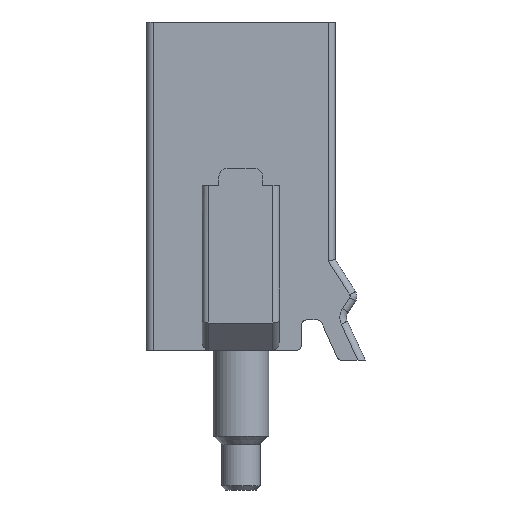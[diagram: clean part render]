
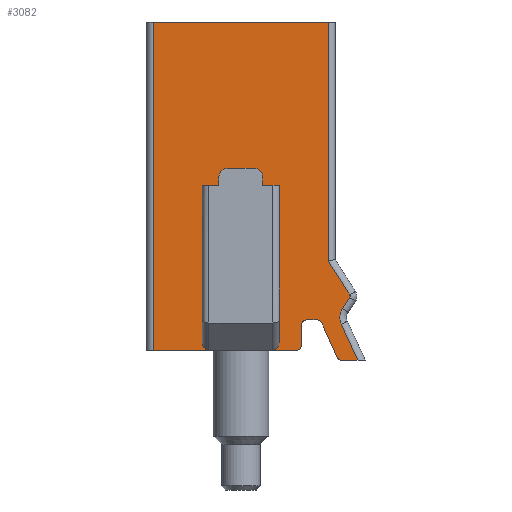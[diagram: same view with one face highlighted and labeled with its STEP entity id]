
A CAD part, left-side view. The second image highlights one B-rep face of the part: STEP entity #3082.
In plain terms, the highlighted planar face has unit normal (-1, 0, 0).
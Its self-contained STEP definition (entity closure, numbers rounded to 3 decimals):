
#51=ELLIPSE('',#3320,0.283,0.2);
#52=ELLIPSE('',#3323,0.283,0.2);
#85=PLANE('',#3317);
#260=FACE_OUTER_BOUND('',#448,.T.);
#448=EDGE_LOOP('',(#2253,#2254,#2255,#2256,#2257,#2258,#2259,#2260,#2261,
#2262,#2263,#2264,#2265,#2266,#2267,#2268,#2269,#2270,#2271,#2272,#2273,
#2274,#2275,#2276,#2277,#2278,#2279,#2280,#2281));
#635=LINE('',#4657,#947);
#665=LINE('',#4745,#977);
#667=LINE('',#4751,#979);
#675=LINE('',#4775,#987);
#678=LINE('',#4786,#990);
#680=LINE('',#4790,#992);
#682=LINE('',#4796,#994);
#683=LINE('',#4800,#995);
#684=LINE('',#4804,#996);
#685=LINE('',#4806,#997);
#686=LINE('',#4808,#998);
#687=LINE('',#4809,#999);
#688=LINE('',#4813,#1000);
#689=LINE('',#4815,#1001);
#690=LINE('',#4817,#1002);
#691=LINE('',#4821,#1003);
#692=LINE('',#4825,#1004);
#693=LINE('',#4827,#1005);
#694=LINE('',#4829,#1006);
#947=VECTOR('',#3656,10.);
#977=VECTOR('',#3728,10.);
#979=VECTOR('',#3736,10.);
#987=VECTOR('',#3762,10.);
#990=VECTOR('',#3773,10.);
#992=VECTOR('',#3775,10.);
#994=VECTOR('',#3781,10.);
#995=VECTOR('',#3784,10.);
#996=VECTOR('',#3787,10.);
#997=VECTOR('',#3788,10.);
#998=VECTOR('',#3789,10.);
#999=VECTOR('',#3790,10.);
#1000=VECTOR('',#3793,10.);
#1001=VECTOR('',#3794,10.);
#1002=VECTOR('',#3795,10.);
#1003=VECTOR('',#3798,10.);
#1004=VECTOR('',#3801,10.);
#1005=VECTOR('',#3802,10.);
#1006=VECTOR('',#3803,10.);
#1244=CIRCLE('',#3271,0.15);
#1260=CIRCLE('',#3296,0.15);
#1261=CIRCLE('',#3298,0.15);
#1262=CIRCLE('',#3301,0.15);
#1266=CIRCLE('',#3318,0.47);
#1267=CIRCLE('',#3319,0.07);
#1268=CIRCLE('',#3321,0.25);
#1269=CIRCLE('',#3322,0.25);
#1370=VERTEX_POINT('',#4610);
#1371=VERTEX_POINT('',#4612);
#1391=VERTEX_POINT('',#4656);
#1425=VERTEX_POINT('',#4733);
#1426=VERTEX_POINT('',#4737);
#1427=VERTEX_POINT('',#4738);
#1428=VERTEX_POINT('',#4743);
#1429=VERTEX_POINT('',#4747);
#1436=VERTEX_POINT('',#4773);
#1440=VERTEX_POINT('',#4785);
#1441=VERTEX_POINT('',#4787);
#1442=VERTEX_POINT('',#4789);
#1444=VERTEX_POINT('',#4795);
#1445=VERTEX_POINT('',#4797);
#1446=VERTEX_POINT('',#4799);
#1447=VERTEX_POINT('',#4801);
#1448=VERTEX_POINT('',#4803);
#1449=VERTEX_POINT('',#4805);
#1450=VERTEX_POINT('',#4807);
#1451=VERTEX_POINT('',#4810);
#1452=VERTEX_POINT('',#4812);
#1453=VERTEX_POINT('',#4814);
#1454=VERTEX_POINT('',#4816);
#1455=VERTEX_POINT('',#4818);
#1456=VERTEX_POINT('',#4820);
#1457=VERTEX_POINT('',#4822);
#1458=VERTEX_POINT('',#4824);
#1459=VERTEX_POINT('',#4826);
#1460=VERTEX_POINT('',#4828);
#1657=EDGE_CURVE('',#1370,#1371,#1244,.T.);
#1679=EDGE_CURVE('',#1391,#1371,#635,.T.);
#1717=EDGE_CURVE('',#1391,#1425,#1260,.T.);
#1719=EDGE_CURVE('',#1426,#1427,#1261,.T.);
#1723=EDGE_CURVE('',#1426,#1428,#665,.T.);
#1725=EDGE_CURVE('',#1429,#1428,#1262,.T.);
#1726=EDGE_CURVE('',#1429,#1425,#667,.T.);
#1738=EDGE_CURVE('',#1370,#1436,#675,.T.);
#1743=EDGE_CURVE('',#1440,#1427,#678,.T.);
#1745=EDGE_CURVE('',#1442,#1441,#680,.T.);
#1748=EDGE_CURVE('',#1444,#1436,#682,.T.);
#1749=EDGE_CURVE('',#1445,#1444,#1266,.T.);
#1750=EDGE_CURVE('',#1446,#1445,#683,.T.);
#1751=EDGE_CURVE('',#1447,#1446,#1267,.T.);
#1752=EDGE_CURVE('',#1448,#1447,#684,.T.);
#1753=EDGE_CURVE('',#1449,#1448,#685,.T.);
#1754=EDGE_CURVE('',#1450,#1449,#686,.T.);
#1755=EDGE_CURVE('',#1442,#1450,#687,.T.);
#1756=EDGE_CURVE('',#1441,#1451,#51,.T.);
#1757=EDGE_CURVE('',#1451,#1452,#688,.T.);
#1758=EDGE_CURVE('',#1452,#1453,#689,.T.);
#1759=EDGE_CURVE('',#1453,#1454,#690,.T.);
#1760=EDGE_CURVE('',#1455,#1454,#1268,.F.);
#1761=EDGE_CURVE('',#1455,#1456,#691,.T.);
#1762=EDGE_CURVE('',#1457,#1456,#1269,.F.);
#1763=EDGE_CURVE('',#1457,#1458,#692,.T.);
#1764=EDGE_CURVE('',#1458,#1459,#693,.T.);
#1765=EDGE_CURVE('',#1459,#1460,#694,.T.);
#1766=EDGE_CURVE('',#1440,#1460,#52,.F.);
#2253=ORIENTED_EDGE('',*,*,#1657,.F.);
#2254=ORIENTED_EDGE('',*,*,#1738,.T.);
#2255=ORIENTED_EDGE('',*,*,#1748,.F.);
#2256=ORIENTED_EDGE('',*,*,#1749,.F.);
#2257=ORIENTED_EDGE('',*,*,#1750,.F.);
#2258=ORIENTED_EDGE('',*,*,#1751,.F.);
#2259=ORIENTED_EDGE('',*,*,#1752,.F.);
#2260=ORIENTED_EDGE('',*,*,#1753,.F.);
#2261=ORIENTED_EDGE('',*,*,#1754,.F.);
#2262=ORIENTED_EDGE('',*,*,#1755,.F.);
#2263=ORIENTED_EDGE('',*,*,#1745,.T.);
#2264=ORIENTED_EDGE('',*,*,#1756,.T.);
#2265=ORIENTED_EDGE('',*,*,#1757,.T.);
#2266=ORIENTED_EDGE('',*,*,#1758,.T.);
#2267=ORIENTED_EDGE('',*,*,#1759,.T.);
#2268=ORIENTED_EDGE('',*,*,#1760,.F.);
#2269=ORIENTED_EDGE('',*,*,#1761,.T.);
#2270=ORIENTED_EDGE('',*,*,#1762,.F.);
#2271=ORIENTED_EDGE('',*,*,#1763,.T.);
#2272=ORIENTED_EDGE('',*,*,#1764,.T.);
#2273=ORIENTED_EDGE('',*,*,#1765,.T.);
#2274=ORIENTED_EDGE('',*,*,#1766,.F.);
#2275=ORIENTED_EDGE('',*,*,#1743,.T.);
#2276=ORIENTED_EDGE('',*,*,#1719,.F.);
#2277=ORIENTED_EDGE('',*,*,#1723,.T.);
#2278=ORIENTED_EDGE('',*,*,#1725,.F.);
#2279=ORIENTED_EDGE('',*,*,#1726,.T.);
#2280=ORIENTED_EDGE('',*,*,#1717,.F.);
#2281=ORIENTED_EDGE('',*,*,#1679,.T.);
#3082=ADVANCED_FACE('',(#260),#85,.T.);
#3271=AXIS2_PLACEMENT_3D('',#4613,#3624,#3625);
#3296=AXIS2_PLACEMENT_3D('',#4734,#3716,#3717);
#3298=AXIS2_PLACEMENT_3D('',#4739,#3721,#3722);
#3301=AXIS2_PLACEMENT_3D('',#4749,#3732,#3733);
#3317=AXIS2_PLACEMENT_3D('',#4794,#3779,#3780);
#3318=AXIS2_PLACEMENT_3D('',#4798,#3782,#3783);
#3319=AXIS2_PLACEMENT_3D('',#4802,#3785,#3786);
#3320=AXIS2_PLACEMENT_3D('',#4811,#3791,#3792);
#3321=AXIS2_PLACEMENT_3D('',#4819,#3796,#3797);
#3322=AXIS2_PLACEMENT_3D('',#4823,#3799,#3800);
#3323=AXIS2_PLACEMENT_3D('',#4830,#3804,#3805);
#3624=DIRECTION('center_axis',(1.,0.,0.));
#3625=DIRECTION('ref_axis',(0.,0.545,-0.839));
#3656=DIRECTION('',(0.,-0.407,-0.914));
#3716=DIRECTION('center_axis',(-1.,0.,0.));
#3717=DIRECTION('ref_axis',(0.,-0.545,0.839));
#3721=DIRECTION('center_axis',(1.,0.,0.));
#3722=DIRECTION('ref_axis',(0.,-0.707,-0.707));
#3728=DIRECTION('',(0.,0.,1.));
#3732=DIRECTION('center_axis',(-1.,0.,0.));
#3733=DIRECTION('ref_axis',(0.,0.707,0.707));
#3736=DIRECTION('',(0.,-1.,0.));
#3762=DIRECTION('',(0.,-1.,0.));
#3773=DIRECTION('',(0.,-1.,0.));
#3775=DIRECTION('',(0.,-1.,0.));
#3779=DIRECTION('center_axis',(-1.,0.,0.));
#3780=DIRECTION('ref_axis',(0.,-1.,0.));
#3781=DIRECTION('',(0.,-0.419,-0.908));
#3782=DIRECTION('center_axis',(-1.,0.,0.));
#3783=DIRECTION('ref_axis',(0.,0.997,0.078));
#3784=DIRECTION('',(0.,0.555,-0.832));
#3785=DIRECTION('center_axis',(1.,0.,0.));
#3786=DIRECTION('ref_axis',(0.,-1.,-0.011));
#3787=DIRECTION('',(0.,-0.537,-0.844));
#3788=DIRECTION('',(0.,0.,-1.));
#3789=DIRECTION('',(0.,-1.,0.));
#3790=DIRECTION('',(0.,0.,1.));
#3791=DIRECTION('center_axis',(1.,0.,0.));
#3792=DIRECTION('ref_axis',(0.,0.,-1.));
#3793=DIRECTION('',(0.,0.,1.));
#3794=DIRECTION('',(0.,-1.,0.));
#3795=DIRECTION('',(0.,0.,1.));
#3796=DIRECTION('center_axis',(1.,0.,0.));
#3797=DIRECTION('ref_axis',(0.,0.707,0.707));
#3798=DIRECTION('',(0.,-1.,0.));
#3799=DIRECTION('center_axis',(1.,0.,0.));
#3800=DIRECTION('ref_axis',(0.,-0.707,0.707));
#3801=DIRECTION('',(0.,0.,-1.));
#3802=DIRECTION('',(0.,-1.,0.));
#3803=DIRECTION('',(0.,0.,-1.));
#3804=DIRECTION('center_axis',(1.,0.,0.));
#3805=DIRECTION('ref_axis',(0.,0.,-1.));
#4610=CARTESIAN_POINT('',(0.,-0.197,-0.3));
#4612=CARTESIAN_POINT('',(0.,-0.06,-0.211));
#4613=CARTESIAN_POINT('Origin',(0.,-0.197,
-0.15));
#4656=CARTESIAN_POINT('',(0.,0.395,0.811));
#4657=CARTESIAN_POINT('',(0.,0.427,0.884));
#4733=CARTESIAN_POINT('',(0.,0.532,0.9));
#4734=CARTESIAN_POINT('Origin',(0.,0.532,0.75));
#4737=CARTESIAN_POINT('',(0.,1.,0.15));
#4738=CARTESIAN_POINT('',(0.,1.15,0.));
#4739=CARTESIAN_POINT('Origin',(0.,1.15,0.15));
#4743=CARTESIAN_POINT('',(0.,1.,0.75));
#4745=CARTESIAN_POINT('',(0.,1.,0.));
#4747=CARTESIAN_POINT('',(0.,0.85,0.9));
#4749=CARTESIAN_POINT('Origin',(0.,0.85,0.75));
#4751=CARTESIAN_POINT('',(0.,2.8,0.9));
#4773=CARTESIAN_POINT('',(0.,-0.68,-0.3));
#4775=CARTESIAN_POINT('',(0.,0.,-0.3));
#4785=CARTESIAN_POINT('',(0.,1.85,0.));
#4786=CARTESIAN_POINT('',(0.,5.6,0.));
#4787=CARTESIAN_POINT('',(0.,3.75,0.));
#4789=CARTESIAN_POINT('',(0.,5.4,0.));
#4790=CARTESIAN_POINT('',(0.,5.6,0.));
#4794=CARTESIAN_POINT('Origin',(0.,5.6,0.));
#4795=CARTESIAN_POINT('',(0.,-0.182,0.779));
#4796=CARTESIAN_POINT('',(0.,0.209,1.626));
#4797=CARTESIAN_POINT('',(0.,-0.217,1.237));
#4798=CARTESIAN_POINT('Origin',(0.,-0.608,0.976));
#4799=CARTESIAN_POINT('',(0.,-0.436,1.565));
#4800=CARTESIAN_POINT('',(0.,0.805,-0.297));
#4801=CARTESIAN_POINT('',(0.,-0.437,1.641));
#4802=CARTESIAN_POINT('Origin',(0.,-0.378,1.603));
#4803=CARTESIAN_POINT('',(0.,0.2,2.642));
#4804=CARTESIAN_POINT('',(0.,0.364,2.9));
#4805=CARTESIAN_POINT('',(0.,0.2,9.75));
#4806=CARTESIAN_POINT('',(0.,0.2,0.));
#4807=CARTESIAN_POINT('',(0.,5.4,9.75));
#4808=CARTESIAN_POINT('',(0.,5.6,9.75));
#4809=CARTESIAN_POINT('',(0.,5.4,0.));
#4810=CARTESIAN_POINT('',(0.,3.95,0.283));
#4811=CARTESIAN_POINT('Origin',(0.,3.75,0.283));
#4812=CARTESIAN_POINT('',(0.,3.95,4.9));
#4813=CARTESIAN_POINT('',(0.,3.95,2.45));
#4814=CARTESIAN_POINT('',(0.,3.45,4.9));
#4815=CARTESIAN_POINT('',(0.,4.525,4.9));
#4816=CARTESIAN_POINT('',(0.,3.45,5.15));
#4817=CARTESIAN_POINT('',(0.,3.45,2.7));
#4818=CARTESIAN_POINT('',(0.,3.2,5.4));
#4819=CARTESIAN_POINT('Origin',(0.,3.2,5.15));
#4820=CARTESIAN_POINT('',(0.,2.4,5.4));
#4821=CARTESIAN_POINT('',(0.,3.875,5.4));
#4822=CARTESIAN_POINT('',(0.,2.15,5.15));
#4823=CARTESIAN_POINT('Origin',(0.,2.4,5.15));
#4824=CARTESIAN_POINT('',(0.,2.15,4.9));
#4825=CARTESIAN_POINT('',(0.,2.15,2.45));
#4826=CARTESIAN_POINT('',(0.,1.65,4.9));
#4827=CARTESIAN_POINT('',(0.,3.625,4.9));
#4828=CARTESIAN_POINT('',(0.,1.65,0.283));
#4829=CARTESIAN_POINT('',(0.,1.65,0.));
#4830=CARTESIAN_POINT('Origin',(0.,1.85,0.283));
